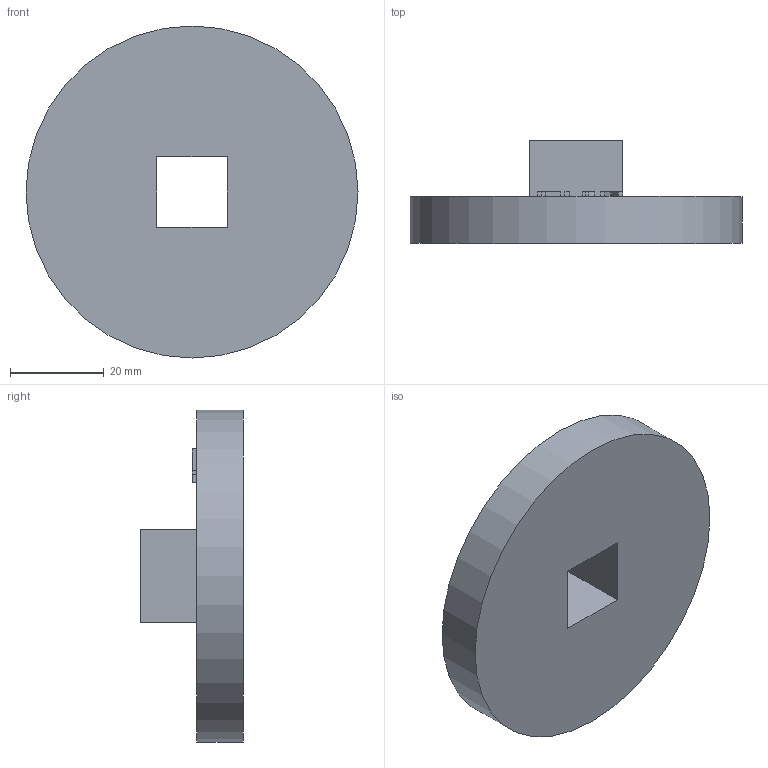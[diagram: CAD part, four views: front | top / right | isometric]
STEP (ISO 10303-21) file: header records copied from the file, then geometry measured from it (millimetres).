
FILE_DESCRIPTION(/* description */ (''),/* implementation_level */ '2;1');
FILE_NAME(/* name */ 'センサ固定部分b v3 v3.step',/* time_stamp */ '2018-04-11T17:25:22+09:00',/* author */ ('iwataU5C66'),/* organization */ (''),/* preprocessor_version */ 'ST-DEVELOPER v16.13',/* originating_system */ 'Autodesk Translation Framework v6.5.0.72',/* authorisation */ '');
FILE_SCHEMA (('AUTOMOTIVE_DESIGN { 1 0 10303 214 3 1 1 }'));
Length unit declared in the file: millimetre
Products named in the file (1): センサ固定部分b v3
Bounding box: 71 x 22 x 71 mm (x, y, z)
Volume: 39392.1 mm3; surface area: 12032.8 mm2
Topology: 1 solids, 1 shells, 56 faces, 147 edges, 98 vertices
Faces by surface type: plane 49, bspline 6, cylinder 1
Full cylindrical faces by diameter (mm): 71 x1
Entity records: 1790 total; most frequent: CARTESIAN_POINT 404, ORIENTED_EDGE 294, DIRECTION 239, EDGE_CURVE 147, LINE 133, VECTOR 133, VERTEX_POINT 98, EDGE_LOOP 63
